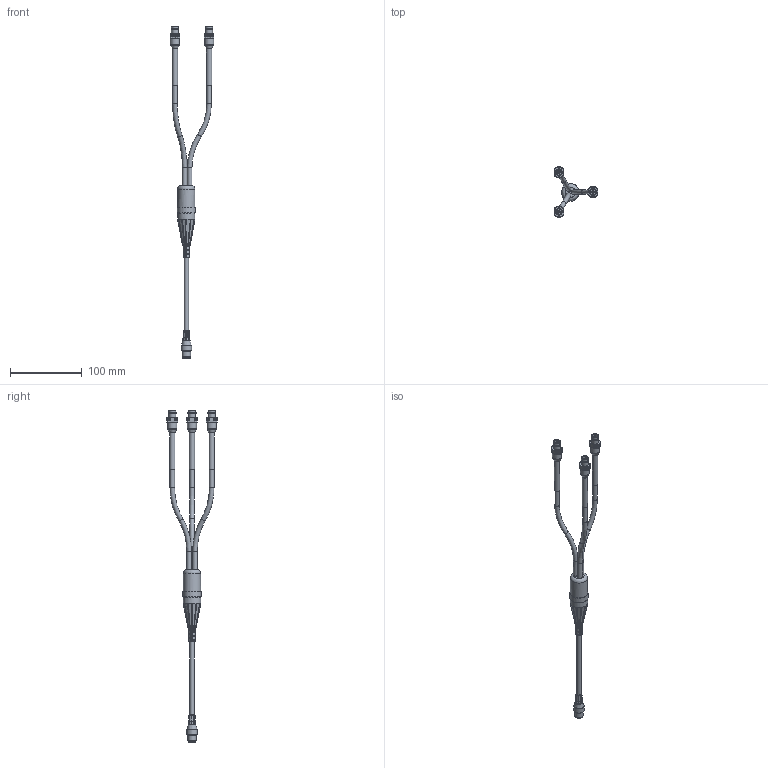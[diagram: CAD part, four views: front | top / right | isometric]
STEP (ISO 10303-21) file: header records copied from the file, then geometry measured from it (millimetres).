
FILE_DESCRIPTION(/* description */ (''),/* implementation_level */ '2;1');
FILE_NAME(/* name */ 'CMX2175.stp',/* time_stamp */ '2017-05-08T12:33:02-04:00',/* author */ ('aneininger'),/* organization */ ('CONNECTION TECHNOLOGY CENTER'),/* preprocessor_version */ 'ST-DEVELOPER v16.5',/* originating_system */ 'Autodesk Inventor 2017',/* authorisation */ '');
FILE_SCHEMA (('AUTOMOTIVE_DESIGN { 1 0 10303 214 3 1 1 }'));
Length unit declared in the file: inch
Products named in the file (1): Part18
Bounding box: 61.09 x 70.23 x 462.85 mm (x, y, z)
Volume: 59387.3 mm3; surface area: 33298.1 mm2
Topology: 1 solids, 9 shells, 1023 faces, 2745 edges, 1792 vertices
Faces by surface type: plane 660, cylinder 275, cone 30, torus 26, bspline 24, sphere 8
Full cylindrical faces by diameter (mm): 0.787 x8, 1.27 x11, 1.397 x8, 1.829 x3, 2.032 x6, 2.095 x3, 3.175 x3, 3.614 x3, 6.35 x7, 7.239 x2, 7.493 x1, 7.797 x3, 8.382 x1, 8.433 x1, 8.89 x1, 9.525 x1, 9.652 x6, 9.779 x1, 9.906 x1, 10.16 x3, 10.414 x1, 10.922 x1, 11.836 x1, 12.7 x3, 13.716 x1, 14.58 x1, 16.51 x2, 17.678 x1, 23.876 x1, 24.13 x1
Entity records: 32826 total; most frequent: CARTESIAN_POINT 6668, DIRECTION 5222, ORIENTED_EDGE 5082, EDGE_CURVE 2541, AXIS2_PLACEMENT_3D 1811, VERTEX_POINT 1729, LINE 1600, VECTOR 1600
